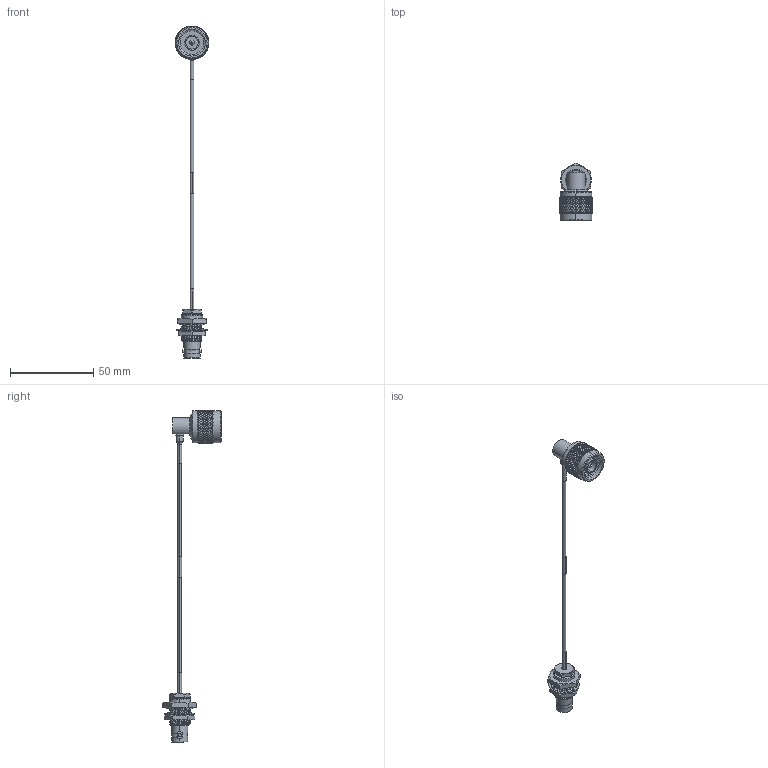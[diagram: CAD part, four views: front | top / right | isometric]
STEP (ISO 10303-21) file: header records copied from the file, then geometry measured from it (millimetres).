
FILE_DESCRIPTION (( 'STEP AP214' ), '1' );
FILE_NAME ('LCCA30572.step', '2020-06-22T21:19:05', ( '' ), ( '' ), 'SwSTEP 2.0', 'SolidWorks 2018', '' );
FILE_SCHEMA (( 'AUTOMOTIVE_DESIGN' ));
Length unit declared in the file: inch
Products named in the file (6): LCCN3044_HS-2; LCCN3066; LCCA30572; LC085TB (085 FORMABLE); LCCN3052; 1AW01-002_.08 ID
Assembly tree (6 placements, depth 2):
  LCCA30572
    LC085TB (085 FORMABLE)
    1AW01-002_.08 ID  x2
    LCCN3066
    LCCN3052
    LCCN3044_HS-2
Bounding box: 20.07 x 34.95 x 199.18 mm (x, y, z)
Volume: 7724 mm3; surface area: 9321.4 mm2
Topology: 9 solids, 9 shells, 2581 faces, 5413 edges, 2869 vertices
Faces by surface type: bspline 1683, cylinder 520, cone 285, plane 87, torus 4, sphere 2
Entity records: 109071 total; most frequent: CARTESIAN_POINT 72809, ORIENTED_EDGE 10802, EDGE_CURVE 5401, DIRECTION 3290, VERTEX_POINT 2861, EDGE_LOOP 2602, FACE_OUTER_BOUND 2575, ADVANCED_FACE 2575
